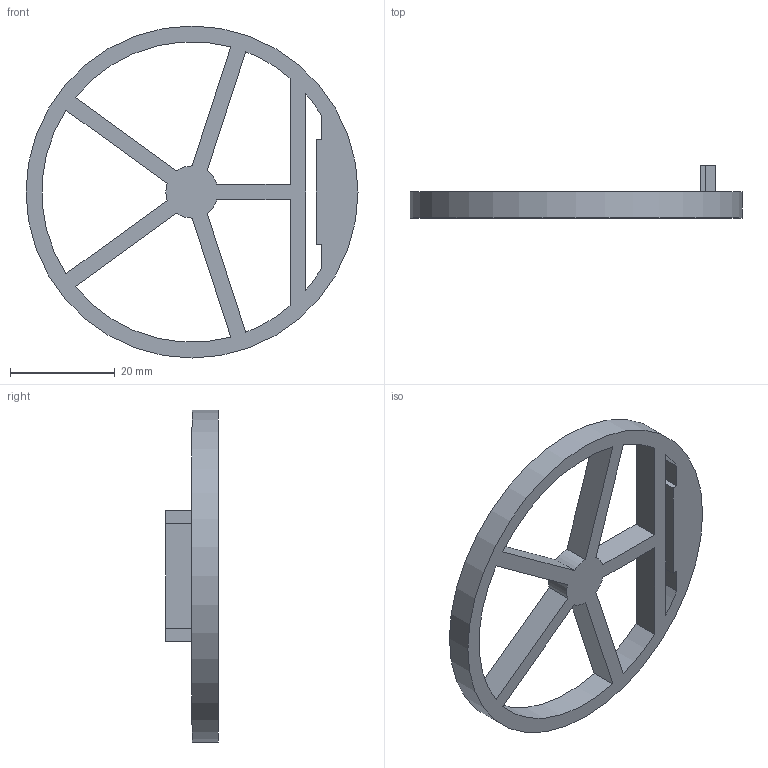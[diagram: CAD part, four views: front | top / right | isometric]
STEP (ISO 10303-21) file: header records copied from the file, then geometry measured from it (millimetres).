
FILE_DESCRIPTION(/* description */ (''),/* implementation_level */ '2;1');
FILE_NAME(/* name */ 'Stütze@acrylCap_Circular_STP.stp',/* time_stamp */ '2020-12-22T15:03:57+01:00',/* author */ ('Louis'),/* organization */ (''),/* preprocessor_version */ 'ST-DEVELOPER v18',/* originating_system */ 'Autodesk Inventor 2020',/* authorisation */ '');
FILE_SCHEMA (('AUTOMOTIVE_DESIGN { 1 0 10303 214 3 1 1 }'));
Length unit declared in the file: millimetre
Products named in the file (1): Stütze@acrylCap_Circular
Bounding box: 63.5 x 10 x 63.5 mm (x, y, z)
Volume: 6336.9 mm3; surface area: 6045.1 mm2
Topology: 1 solids, 1 shells, 37 faces, 107 edges, 72 vertices
Faces by surface type: plane 24, cylinder 13
Full cylindrical faces by diameter (mm): 63.5 x1
Entity records: 1290 total; most frequent: CARTESIAN_POINT 217, ORIENTED_EDGE 214, DIRECTION 211, EDGE_CURVE 107, LINE 79, VECTOR 79, VERTEX_POINT 72, AXIS2_PLACEMENT_3D 66
